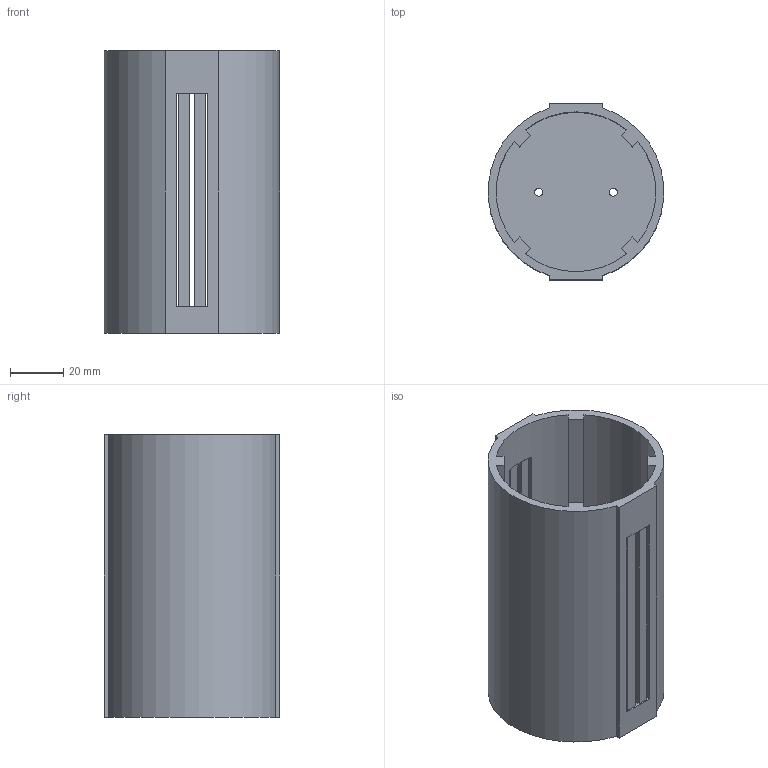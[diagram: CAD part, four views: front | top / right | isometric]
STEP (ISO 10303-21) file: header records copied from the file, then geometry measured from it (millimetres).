
FILE_DESCRIPTION(('STEP AP242'), '1');
FILE_NAME('Outside_part', '2022-09-14T13:26:50', ('Äàðüÿ'), ('HP'), 'C3D Converter', 'C3D Toolkit', '');
FILE_SCHEMA(('AP242_MANAGED_MODEL_BASED_3D_ENGINEERING_MIM_LF { 1 0 10303 442 1 1 4 }'));
Length unit declared in the file: millimetre
Bounding box: 65.77 x 66 x 106 mm (x, y, z)
Volume: 77896.4 mm3; surface area: 52774 mm2
Topology: 1 solids, 1 shells, 53 faces, 150 edges, 100 vertices
Faces by surface type: plane 45, cylinder 8
Full cylindrical faces by diameter (mm): 3 x2
Entity records: 2190 total; most frequent: CARTESIAN_POINT 302, ORIENTED_EDGE 296, DIRECTION 276, EDGE_CURVE 148, LINE 128, VECTOR 128, VERTEX_POINT 100, AXIS2_PLACEMENT_3D 74
